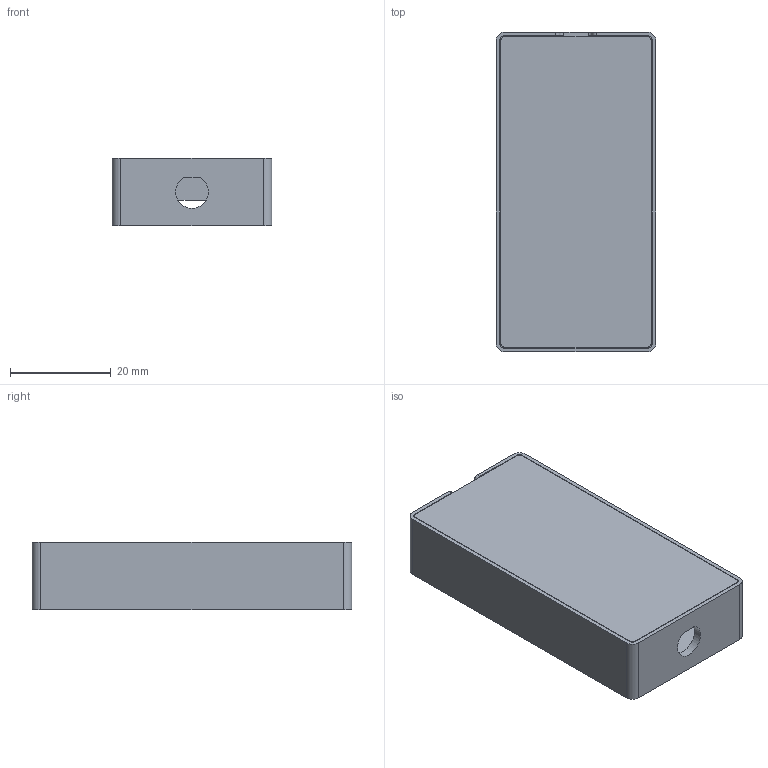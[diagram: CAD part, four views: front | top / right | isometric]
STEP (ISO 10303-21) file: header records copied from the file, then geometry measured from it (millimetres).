
FILE_DESCRIPTION(/* description */ (''),/* implementation_level */ '2;1');
FILE_NAME(/* name */ 'ikoka nano enclosure.step',/* time_stamp */ '2024-05-23T23:44:17+08:00',/* author */ (''),/* organization */ (''),/* preprocessor_version */ 'ST-DEVELOPER v20',/* originating_system */ 'Autodesk Translation Framework v13.14.0.145',/* authorisation */ '');
FILE_SCHEMA (('AUTOMOTIVE_DESIGN { 1 0 10303 214 3 1 1 }'));
Length unit declared in the file: millimetre
Products named in the file (1): ikoka nano enclosure
Bounding box: 31.74 x 63.54 x 13.4 mm (x, y, z)
Volume: 9815.7 mm3; surface area: 13408.9 mm2
Topology: 2 solids, 2 shells, 92 faces, 238 edges, 154 vertices
Faces by surface type: plane 69, cylinder 23
Entity records: 2807 total; most frequent: CARTESIAN_POINT 485, ORIENTED_EDGE 476, DIRECTION 472, EDGE_CURVE 238, LINE 190, VECTOR 190, VERTEX_POINT 154, AXIS2_PLACEMENT_3D 141
